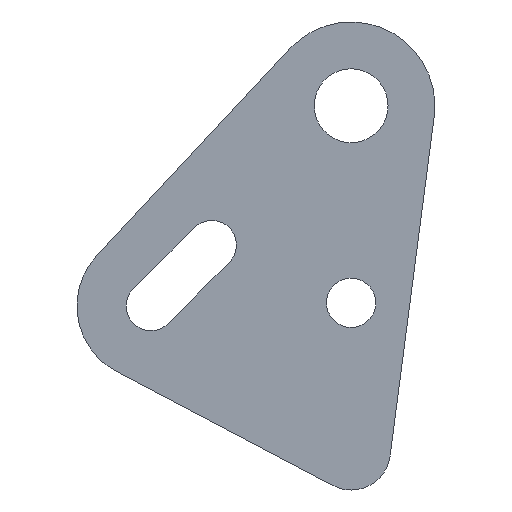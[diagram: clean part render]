
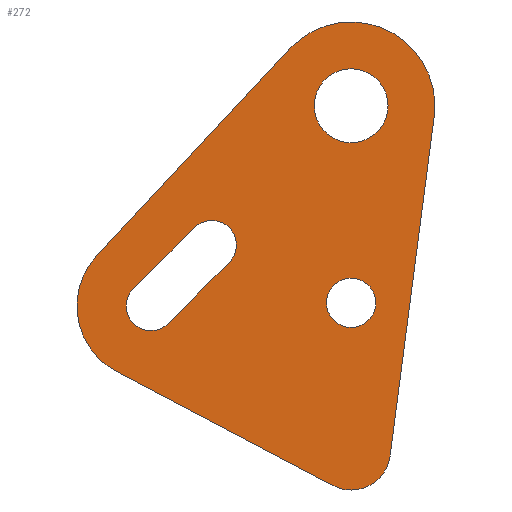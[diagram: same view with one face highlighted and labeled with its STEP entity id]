
A CAD part, front view. The second image highlights one B-rep face of the part: STEP entity #272.
In plain terms, the highlighted planar face has unit normal (0, -1, 0).
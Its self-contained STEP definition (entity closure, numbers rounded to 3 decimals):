
#18=FACE_BOUND('',#73,.T.);
#19=FACE_BOUND('',#74,.T.);
#20=FACE_BOUND('',#75,.T.);
#22=CIRCLE('',#290,1.);
#23=CIRCLE('',#293,1.);
#25=CIRCLE('',#297,1.);
#28=CIRCLE('',#301,1.5);
#29=CIRCLE('',#304,1.6);
#32=CIRCLE('',#308,3.4);
#33=CIRCLE('',#311,3.);
#55=FACE_OUTER_BOUND('',#72,.T.);
#72=EDGE_LOOP('',(#240,#241,#242,#243,#244,#245));
#73=EDGE_LOOP('',(#246));
#74=EDGE_LOOP('',(#247,#248,#249,#250));
#75=EDGE_LOOP('',(#251));
#76=LINE('',#399,#98);
#81=LINE('',#414,#103);
#86=LINE('',#428,#108);
#90=LINE('',#444,#112);
#95=LINE('',#461,#117);
#98=VECTOR('',#319,10.);
#103=VECTOR('',#332,10.);
#108=VECTOR('',#345,10.);
#112=VECTOR('',#363,10.);
#117=VECTOR('',#382,10.);
#120=VERTEX_POINT('',#397);
#121=VERTEX_POINT('',#398);
#125=VERTEX_POINT('',#408);
#126=VERTEX_POINT('',#412);
#127=VERTEX_POINT('',#413);
#130=VERTEX_POINT('',#421);
#132=VERTEX_POINT('',#427);
#135=VERTEX_POINT('',#438);
#136=VERTEX_POINT('',#442);
#137=VERTEX_POINT('',#443);
#141=VERTEX_POINT('',#456);
#142=VERTEX_POINT('',#460);
#144=EDGE_CURVE('',#120,#121,#76,.T.);
#150=EDGE_CURVE('',#125,#125,#22,.T.);
#151=EDGE_CURVE('',#126,#127,#81,.T.);
#155=EDGE_CURVE('',#130,#126,#23,.T.);
#158=EDGE_CURVE('',#132,#130,#86,.T.);
#161=EDGE_CURVE('',#127,#132,#25,.T.);
#165=EDGE_CURVE('',#135,#135,#28,.T.);
#166=EDGE_CURVE('',#136,#137,#90,.T.);
#170=EDGE_CURVE('',#120,#137,#29,.T.);
#174=EDGE_CURVE('',#141,#121,#32,.T.);
#175=EDGE_CURVE('',#142,#141,#95,.T.);
#178=EDGE_CURVE('',#136,#142,#33,.T.);
#240=ORIENTED_EDGE('',*,*,#178,.F.);
#241=ORIENTED_EDGE('',*,*,#166,.T.);
#242=ORIENTED_EDGE('',*,*,#170,.F.);
#243=ORIENTED_EDGE('',*,*,#144,.T.);
#244=ORIENTED_EDGE('',*,*,#174,.F.);
#245=ORIENTED_EDGE('',*,*,#175,.F.);
#246=ORIENTED_EDGE('',*,*,#165,.F.);
#247=ORIENTED_EDGE('',*,*,#161,.F.);
#248=ORIENTED_EDGE('',*,*,#151,.F.);
#249=ORIENTED_EDGE('',*,*,#155,.F.);
#250=ORIENTED_EDGE('',*,*,#158,.F.);
#251=ORIENTED_EDGE('',*,*,#150,.F.);
#258=PLANE('',#314);
#272=ADVANCED_FACE('',(#55,#18,#19,#20),#258,.F.);
#290=AXIS2_PLACEMENT_3D('',#410,#328,#329);
#293=AXIS2_PLACEMENT_3D('',#422,#338,#339);
#297=AXIS2_PLACEMENT_3D('',#433,#350,#351);
#301=AXIS2_PLACEMENT_3D('',#440,#359,#360);
#304=AXIS2_PLACEMENT_3D('',#451,#369,#370);
#308=AXIS2_PLACEMENT_3D('',#458,#378,#379);
#311=AXIS2_PLACEMENT_3D('',#466,#387,#388);
#314=AXIS2_PLACEMENT_3D('',#469,#393,#394);
#319=DIRECTION('',(0.129,0.,0.992));
#328=DIRECTION('center_axis',(0.,-1.,0.));
#329=DIRECTION('ref_axis',(-1.,0.,0.));
#332=DIRECTION('',(-0.707,0.,-0.707));
#338=DIRECTION('center_axis',(0.,-1.,0.));
#339=DIRECTION('ref_axis',(0.707,0.,-0.707));
#345=DIRECTION('',(0.707,0.,0.707));
#350=DIRECTION('center_axis',(0.,-1.,0.));
#351=DIRECTION('ref_axis',(-0.707,0.,0.707));
#359=DIRECTION('center_axis',(0.,-1.,0.));
#360=DIRECTION('ref_axis',(-1.,0.,0.));
#363=DIRECTION('',(0.885,0.,-0.466));
#369=DIRECTION('center_axis',(0.,1.,0.));
#370=DIRECTION('ref_axis',(0.996,0.,-0.084));
#378=DIRECTION('center_axis',(0.,1.,0.));
#379=DIRECTION('ref_axis',(-0.731,0.,0.682));
#382=DIRECTION('',(0.682,0.,0.731));
#387=DIRECTION('center_axis',(0.,1.,0.));
#388=DIRECTION('ref_axis',(-0.466,0.,-0.885));
#393=DIRECTION('center_axis',(0.,1.,0.));
#394=DIRECTION('ref_axis',(1.,0.,0.));
#397=CARTESIAN_POINT('',(7.494,13.,-8.235));
#398=CARTESIAN_POINT('',(9.272,13.,5.462));
#399=CARTESIAN_POINT('',(7.494,13.,-8.235));
#408=CARTESIAN_POINT('',(6.9,13.,-2.101));
#410=CARTESIAN_POINT('Origin',(5.9,13.,-2.101));
#412=CARTESIAN_POINT('',(-0.464,13.,0.95));
#413=CARTESIAN_POINT('',(-2.939,13.,-1.525));
#414=CARTESIAN_POINT('',(-0.464,13.,0.95));
#421=CARTESIAN_POINT('',(0.95,13.,-0.465));
#422=CARTESIAN_POINT('Origin',(0.243,13.,0.242));
#427=CARTESIAN_POINT('',(-1.525,13.,-2.94));
#428=CARTESIAN_POINT('',(-1.525,13.,-2.94));
#433=CARTESIAN_POINT('Origin',(-2.232,13.,-2.232));
#438=CARTESIAN_POINT('',(7.4,13.,5.899));
#440=CARTESIAN_POINT('Origin',(5.9,13.,5.899));
#442=CARTESIAN_POINT('',(-3.63,13.,-4.886));
#443=CARTESIAN_POINT('',(5.154,13.,-9.516));
#444=CARTESIAN_POINT('',(-3.63,13.,-4.886));
#451=CARTESIAN_POINT('Origin',(5.9,13.,-8.101));
#456=CARTESIAN_POINT('',(3.414,13.,8.218));
#458=CARTESIAN_POINT('Origin',(5.9,13.,5.899));
#460=CARTESIAN_POINT('',(-4.426,13.,-0.186));
#461=CARTESIAN_POINT('',(-4.426,13.,-0.186));
#466=CARTESIAN_POINT('Origin',(-2.232,13.,-2.232));
#469=CARTESIAN_POINT('Origin',(2.034,13.,-0.201));
